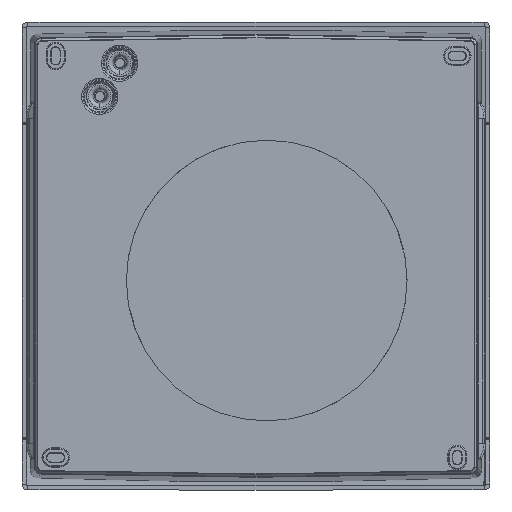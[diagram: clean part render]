
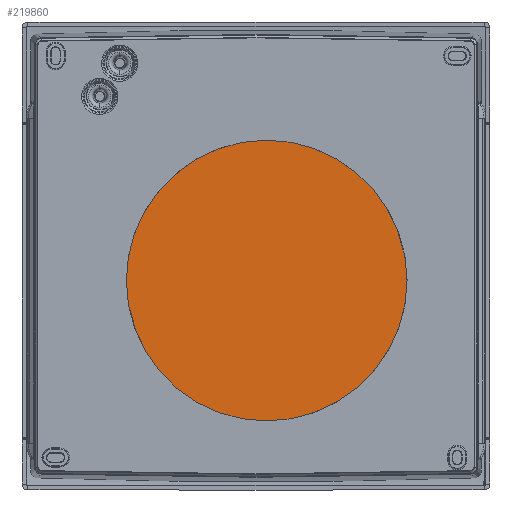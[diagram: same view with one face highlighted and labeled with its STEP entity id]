
A CAD part, top view. The second image highlights one B-rep face of the part: STEP entity #219860.
In plain terms, the highlighted planar face has unit normal (0, 0, 1).
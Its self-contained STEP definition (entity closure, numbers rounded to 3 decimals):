
#219340=CARTESIAN_POINT('',(116.89,208.857,
-361.276));
#219350=VERTEX_POINT('',#219340);
#219620=CARTESIAN_POINT('',(-48.11,208.857,
-361.276));
#219630=VERTEX_POINT('',#219620);
#219660=CARTESIAN_POINT('',(34.39,208.857,
-361.276));
#219670=DIRECTION('',(0.,0.,1.));
#219680=DIRECTION('',(1.,0.,0.));
#219690=AXIS2_PLACEMENT_3D('',#219660,#219670,#219680);
#219700=CIRCLE('',#219690,82.5);
#219710=EDGE_CURVE('',#219630,#219350,#219700,.T.);
#219760=CARTESIAN_POINT('',(130.896,208.857,
-361.276));
#219770=DIRECTION('',(0.,0.,1.));
#219780=DIRECTION('',(1.,0.,0.));
#219790=AXIS2_PLACEMENT_3D('',#219760,#219770,#219780);
#219800=PLANE('',#219790);
#219810=EDGE_CURVE('',#219350,#219630,#219700,.T.);
#219820=ORIENTED_EDGE('',*,*,#219810,.T.);
#219830=ORIENTED_EDGE('',*,*,#219710,.T.);
#219840=EDGE_LOOP('',(#219830,#219820));
#219850=FACE_OUTER_BOUND('',#219840,.T.);
#219860=ADVANCED_FACE('',(#219850),#219800,.T.);
